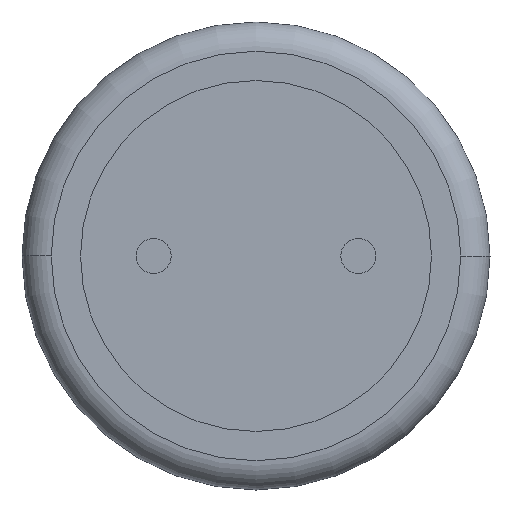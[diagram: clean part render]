
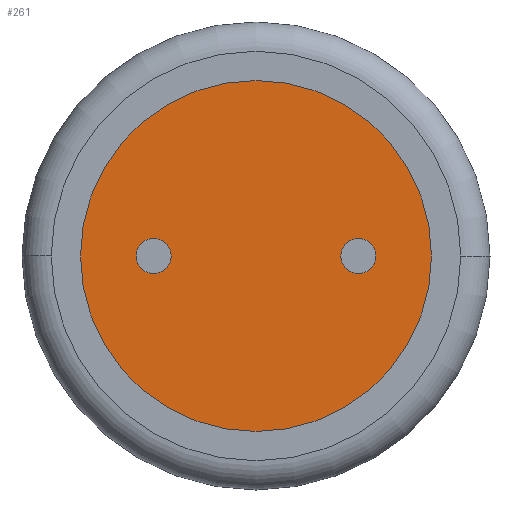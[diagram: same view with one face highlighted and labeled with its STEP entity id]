
A CAD part, front view. The second image highlights one B-rep face of the part: STEP entity #261.
In plain terms, the highlighted planar face has unit normal (0, -1, 0).
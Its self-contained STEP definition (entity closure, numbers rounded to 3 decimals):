
#6 = ORIENTED_EDGE ( 'NONE', *, *, #898, .T. ) ;
#52 = EDGE_CURVE ( 'NONE', #374, #58, #599, .T. ) ;
#58 = VERTEX_POINT ( 'NONE', #804 ) ;
#77 = DIRECTION ( 'NONE',  ( 0., 0., 1. ) ) ;
#94 = EDGE_CURVE ( 'NONE', #58, #374, #868, .T. ) ;
#100 = ORIENTED_EDGE ( 'NONE', *, *, #52, .T. ) ;
#130 = CARTESIAN_POINT ( 'NONE',  ( 1.75, 0.25, 0. ) ) ;
#146 = PLANE ( 'NONE',  #419 ) ;
#183 = CARTESIAN_POINT ( 'NONE',  ( -1.75, 0.25, -0.3 ) ) ;
#199 = DIRECTION ( 'NONE',  ( 0., 0., 1. ) ) ;
#204 = DIRECTION ( 'NONE',  ( 0., 1., 0. ) ) ;
#211 = DIRECTION ( 'NONE',  ( 0., 1., 0. ) ) ;
#224 = VERTEX_POINT ( 'NONE', #302 ) ;
#261 = ADVANCED_FACE ( 'NONE', ( #422, #935, #828 ), #146, .F. ) ;
#289 = EDGE_CURVE ( 'NONE', #568, #601, #789, .T. ) ;
#296 = ORIENTED_EDGE ( 'NONE', *, *, #94, .T. ) ;
#299 = DIRECTION ( 'NONE',  ( 0., 0., 1. ) ) ;
#302 = CARTESIAN_POINT ( 'NONE',  ( 0., 0.25, -3. ) ) ;
#303 = CIRCLE ( 'NONE', #556, 0.3 ) ;
#313 = CARTESIAN_POINT ( 'NONE',  ( 0., 0.25, 0. ) ) ;
#374 = VERTEX_POINT ( 'NONE', #1006 ) ;
#389 = DIRECTION ( 'NONE',  ( 0., -1., 0. ) ) ;
#400 = DIRECTION ( 'NONE',  ( 0., 1., 0. ) ) ;
#419 = AXIS2_PLACEMENT_3D ( 'NONE', #313, #400, #567 ) ;
#422 = FACE_BOUND ( 'NONE', #630, .T. ) ;
#429 = EDGE_CURVE ( 'NONE', #601, #568, #303, .T. ) ;
#433 = AXIS2_PLACEMENT_3D ( 'NONE', #130, #204, #299 ) ;
#444 = AXIS2_PLACEMENT_3D ( 'NONE', #644, #389, #999 ) ;
#474 = CIRCLE ( 'NONE', #1069, 3. ) ;
#489 = CARTESIAN_POINT ( 'NONE',  ( 0., 0.25, 3. ) ) ;
#506 = CARTESIAN_POINT ( 'NONE',  ( -1.75, 0.25, 0.3 ) ) ;
#514 = CIRCLE ( 'NONE', #444, 3. ) ;
#556 = AXIS2_PLACEMENT_3D ( 'NONE', #575, #1015, #77 ) ;
#567 = DIRECTION ( 'NONE',  ( 0., 0., 1. ) ) ;
#568 = VERTEX_POINT ( 'NONE', #506 ) ;
#575 = CARTESIAN_POINT ( 'NONE',  ( -1.75, 0.25, 0. ) ) ;
#576 = DIRECTION ( 'NONE',  ( 0., -1., 0. ) ) ;
#599 = CIRCLE ( 'NONE', #433, 0.3 ) ;
#601 = VERTEX_POINT ( 'NONE', #183 ) ;
#615 = EDGE_LOOP ( 'NONE', ( #6, #856 ) ) ;
#630 = EDGE_LOOP ( 'NONE', ( #937, #754 ) ) ;
#644 = CARTESIAN_POINT ( 'NONE',  ( 0., 0.25, 0. ) ) ;
#662 = DIRECTION ( 'NONE',  ( 0., 1., 0. ) ) ;
#714 = AXIS2_PLACEMENT_3D ( 'NONE', #859, #662, #939 ) ;
#740 = EDGE_LOOP ( 'NONE', ( #100, #296 ) ) ;
#754 = ORIENTED_EDGE ( 'NONE', *, *, #429, .T. ) ;
#789 = CIRCLE ( 'NONE', #714, 0.3 ) ;
#804 = CARTESIAN_POINT ( 'NONE',  ( 1.75, 0.25, -0.3 ) ) ;
#809 = EDGE_CURVE ( 'NONE', #984, #224, #514, .T. ) ;
#828 = FACE_OUTER_BOUND ( 'NONE', #615, .T. ) ;
#836 = DIRECTION ( 'NONE',  ( 0., 0., -1. ) ) ;
#856 = ORIENTED_EDGE ( 'NONE', *, *, #809, .T. ) ;
#859 = CARTESIAN_POINT ( 'NONE',  ( -1.75, 0.25, 0. ) ) ;
#868 = CIRCLE ( 'NONE', #996, 0.3 ) ;
#898 = EDGE_CURVE ( 'NONE', #224, #984, #474, .T. ) ;
#935 = FACE_BOUND ( 'NONE', #740, .T. ) ;
#937 = ORIENTED_EDGE ( 'NONE', *, *, #289, .T. ) ;
#939 = DIRECTION ( 'NONE',  ( 0., 0., 1. ) ) ;
#984 = VERTEX_POINT ( 'NONE', #489 ) ;
#988 = CARTESIAN_POINT ( 'NONE',  ( 1.75, 0.25, 0. ) ) ;
#996 = AXIS2_PLACEMENT_3D ( 'NONE', #988, #211, #199 ) ;
#999 = DIRECTION ( 'NONE',  ( 0., 0., -1. ) ) ;
#1006 = CARTESIAN_POINT ( 'NONE',  ( 1.75, 0.25, 0.3 ) ) ;
#1015 = DIRECTION ( 'NONE',  ( 0., 1., 0. ) ) ;
#1018 = CARTESIAN_POINT ( 'NONE',  ( 0., 0.25, 0. ) ) ;
#1069 = AXIS2_PLACEMENT_3D ( 'NONE', #1018, #576, #836 ) ;
